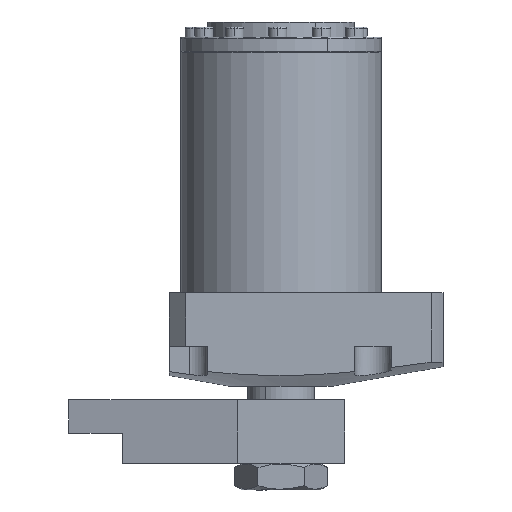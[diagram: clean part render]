
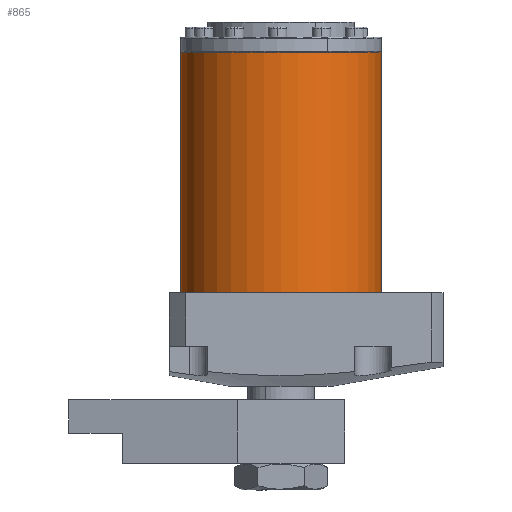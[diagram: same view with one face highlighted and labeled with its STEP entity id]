
A CAD part, front view. The second image highlights one B-rep face of the part: STEP entity #865.
In plain terms, the highlighted cylindrical face has radius 30 mm (diameter 60 mm), a partial arc.
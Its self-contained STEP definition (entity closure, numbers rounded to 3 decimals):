
#70 = DIRECTION ( 'NONE',  ( -1., 0., 0. ) ) ;
#484 = EDGE_CURVE ( 'NONE', #18232, #16958, #4076, .T. ) ;
#775 = CARTESIAN_POINT ( 'NONE',  ( -30., 0., 72. ) ) ;
#816 = CARTESIAN_POINT ( 'NONE',  ( 0., 0., 0. ) ) ;
#865 = ADVANCED_FACE ( 'NONE', ( #16592 ), #16152, .T. ) ;
#1240 = VERTEX_POINT ( 'NONE', #17710 ) ;
#1304 = ORIENTED_EDGE ( 'NONE', *, *, #6070, .T. ) ;
#1967 = DIRECTION ( 'NONE',  ( 0., 0., 1. ) ) ;
#2082 = CARTESIAN_POINT ( 'NONE',  ( -30., 0., 72. ) ) ;
#2262 = DIRECTION ( 'NONE',  ( 1., 0., 0. ) ) ;
#3401 = AXIS2_PLACEMENT_3D ( 'NONE', #9994, #17038, #70 ) ;
#4076 = LINE ( 'NONE', #9899, #15343 ) ;
#4890 = EDGE_CURVE ( 'NONE', #18232, #13633, #16318, .T. ) ;
#5011 = LINE ( 'NONE', #775, #15852 ) ;
#5438 = EDGE_CURVE ( 'NONE', #13633, #1240, #5011, .T. ) ;
#6070 = EDGE_CURVE ( 'NONE', #16958, #1240, #18253, .T. ) ;
#7271 = CARTESIAN_POINT ( 'NONE',  ( 30., 0., 0. ) ) ;
#7832 = DIRECTION ( 'NONE',  ( 0., 0., -1. ) ) ;
#9351 = AXIS2_PLACEMENT_3D ( 'NONE', #10440, #1967, #11869 ) ;
#9899 = CARTESIAN_POINT ( 'NONE',  ( 30., 0., 72. ) ) ;
#9994 = CARTESIAN_POINT ( 'NONE',  ( 0., 0., 72. ) ) ;
#10440 = CARTESIAN_POINT ( 'NONE',  ( 0., 0., 72. ) ) ;
#10733 = DIRECTION ( 'NONE',  ( 0., 0., 1. ) ) ;
#11724 = ORIENTED_EDGE ( 'NONE', *, *, #4890, .F. ) ;
#11869 = DIRECTION ( 'NONE',  ( 1., 0., 0. ) ) ;
#12178 = ORIENTED_EDGE ( 'NONE', *, *, #484, .T. ) ;
#12903 = EDGE_LOOP ( 'NONE', ( #11724, #12178, #1304, #16353 ) ) ;
#13633 = VERTEX_POINT ( 'NONE', #2082 ) ;
#15196 = CARTESIAN_POINT ( 'NONE',  ( 30., 0., 72. ) ) ;
#15343 = VECTOR ( 'NONE', #16980, 1000. ) ;
#15852 = VECTOR ( 'NONE', #7832, 1000. ) ;
#16152 = CYLINDRICAL_SURFACE ( 'NONE', #3401, 30. ) ;
#16318 = CIRCLE ( 'NONE', #9351, 30. ) ;
#16353 = ORIENTED_EDGE ( 'NONE', *, *, #5438, .F. ) ;
#16592 = FACE_OUTER_BOUND ( 'NONE', #12903, .T. ) ;
#16958 = VERTEX_POINT ( 'NONE', #7271 ) ;
#16980 = DIRECTION ( 'NONE',  ( 0., 0., -1. ) ) ;
#17038 = DIRECTION ( 'NONE',  ( 0., 0., -1. ) ) ;
#17710 = CARTESIAN_POINT ( 'NONE',  ( -30., 0., 0. ) ) ;
#18232 = VERTEX_POINT ( 'NONE', #15196 ) ;
#18253 = CIRCLE ( 'NONE', #18354, 30. ) ;
#18354 = AXIS2_PLACEMENT_3D ( 'NONE', #816, #10733, #2262 ) ;
